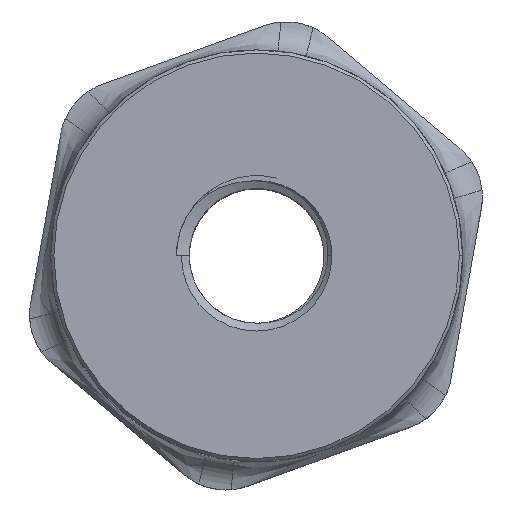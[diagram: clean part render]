
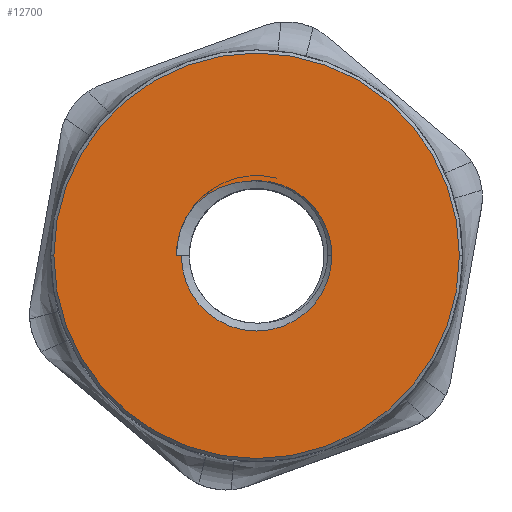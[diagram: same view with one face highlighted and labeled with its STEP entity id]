
A CAD part, top view. The second image highlights one B-rep face of the part: STEP entity #12700.
In plain terms, the highlighted planar face has unit normal (0, 0, 1).
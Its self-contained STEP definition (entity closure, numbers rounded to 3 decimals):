
#91 = VERTEX_POINT ( 'NONE', #2480 ) ;
#529 = CARTESIAN_POINT ( 'NONE',  ( -25.395, 29.086, 70. ) ) ;
#546 = CARTESIAN_POINT ( 'NONE',  ( -42.015, 32.384, 70. ) ) ;
#633 = CARTESIAN_POINT ( 'NONE',  ( -42.223, 32.152, 70. ) ) ;
#946 = CARTESIAN_POINT ( 'NONE',  ( -43.257, 29.636, 70. ) ) ;
#986 = CIRCLE ( 'NONE', #7124, 12.8 ) ;
#1018 = DIRECTION ( 'NONE',  ( 0., 0., 1. ) ) ;
#1196 = ORIENTED_EDGE ( 'NONE', *, *, #13034, .F. ) ;
#1221 = CARTESIAN_POINT ( 'NONE',  ( -38.195, 29.086, 70. ) ) ;
#1518 = VERTEX_POINT ( 'NONE', #8806 ) ;
#1770 = CARTESIAN_POINT ( 'NONE',  ( -38.195, 29.086, 70. ) ) ;
#1778 = AXIS2_PLACEMENT_3D ( 'NONE', #3314, #10456, #4350 ) ;
#1966 = EDGE_CURVE ( 'NONE', #4326, #4408, #986, .T. ) ;
#2244 = DIRECTION ( 'NONE',  ( 1., 0., 0. ) ) ;
#2246 = ORIENTED_EDGE ( 'NONE', *, *, #5189, .F. ) ;
#2271 = B_SPLINE_CURVE_WITH_KNOTS ( 'NONE', 3,
 ( #3995, #9031, #13205, #7051, #946, #8083 ),
 .UNSPECIFIED., .F., .F.,
 ( 4, 2, 4 ),
 ( 0., 0.002, 0.003 ),
 .UNSPECIFIED. ) ;
#2480 = CARTESIAN_POINT ( 'NONE',  ( -38.98, 33.771, 70. ) ) ;
#2685 = CARTESIAN_POINT ( 'NONE',  ( -50.995, 29.086, 70. ) ) ;
#2790 = DIRECTION ( 'NONE',  ( 1., 0., 0. ) ) ;
#3027 = CARTESIAN_POINT ( 'NONE',  ( -33.445, 29.086, 70. ) ) ;
#3283 = FACE_OUTER_BOUND ( 'NONE', #6678, .T. ) ;
#3314 = CARTESIAN_POINT ( 'NONE',  ( -38.195, 29.086, 70. ) ) ;
#3554 = CARTESIAN_POINT ( 'NONE',  ( -38.98, 33.771, 70. ) ) ;
#3625 = LINE ( 'NONE', #4293, #11467 ) ;
#3674 = ORIENTED_EDGE ( 'NONE', *, *, #6665, .T. ) ;
#3995 = CARTESIAN_POINT ( 'NONE',  ( -42.223, 32.152, 70. ) ) ;
#4293 = CARTESIAN_POINT ( 'NONE',  ( 0., 29.086, 70. ) ) ;
#4326 = VERTEX_POINT ( 'NONE', #529 ) ;
#4350 = DIRECTION ( 'NONE',  ( 1., 0., 0. ) ) ;
#4408 = VERTEX_POINT ( 'NONE', #2685 ) ;
#4620 = DIRECTION ( 'NONE',  ( 0., 0., 1. ) ) ;
#4635 = CARTESIAN_POINT ( 'NONE',  ( -40.189, 33.527, 70. ) ) ;
#4874 = VERTEX_POINT ( 'NONE', #3027 ) ;
#4884 = EDGE_CURVE ( 'NONE', #4408, #4326, #9573, .T. ) ;
#5096 = ORIENTED_EDGE ( 'NONE', *, *, #4884, .T. ) ;
#5189 = EDGE_CURVE ( 'NONE', #91, #10767, #11787, .T. ) ;
#5203 = EDGE_LOOP ( 'NONE', ( #10774, #3674, #12779, #1196, #2246 ) ) ;
#5310 = DIRECTION ( 'NONE',  ( -1., 0., 0. ) ) ;
#5348 = VERTEX_POINT ( 'NONE', #5670 ) ;
#5662 = CARTESIAN_POINT ( 'NONE',  ( -41.03, 33.14, 70. ) ) ;
#5670 = CARTESIAN_POINT ( 'NONE',  ( -42.945, 29.086, 70. ) ) ;
#6032 = CIRCLE ( 'NONE', #1778, 4.75 ) ;
#6665 = EDGE_CURVE ( 'NONE', #4874, #5348, #7953, .T. ) ;
#6668 = CARTESIAN_POINT ( 'NONE',  ( -41.788, 32.596, 70. ) ) ;
#6678 = EDGE_LOOP ( 'NONE', ( #5096, #8745 ) ) ;
#7051 = CARTESIAN_POINT ( 'NONE',  ( -43.167, 30.185, 70. ) ) ;
#7119 = CARTESIAN_POINT ( 'NONE',  ( -38.195, 29.086, 70. ) ) ;
#7124 = AXIS2_PLACEMENT_3D ( 'NONE', #1221, #8354, #2244 ) ;
#7691 = CARTESIAN_POINT ( 'NONE',  ( -42.223, 32.152, 70. ) ) ;
#7953 = CIRCLE ( 'NONE', #12719, 4.75 ) ;
#8083 = CARTESIAN_POINT ( 'NONE',  ( -43.257, 29.086, 70. ) ) ;
#8154 = DIRECTION ( 'NONE',  ( 1., 0., 0. ) ) ;
#8354 = DIRECTION ( 'NONE',  ( 0., 0., 1. ) ) ;
#8380 = FACE_BOUND ( 'NONE', #5203, .T. ) ;
#8672 = EDGE_CURVE ( 'NONE', #91, #4874, #6032, .T. ) ;
#8745 = ORIENTED_EDGE ( 'NONE', *, *, #1966, .T. ) ;
#8771 = AXIS2_PLACEMENT_3D ( 'NONE', #7119, #1018, #8154 ) ;
#8806 = CARTESIAN_POINT ( 'NONE',  ( -43.257, 29.086, 70. ) ) ;
#8909 = DIRECTION ( 'NONE',  ( 0., 0., -1. ) ) ;
#9031 = CARTESIAN_POINT ( 'NONE',  ( -42.556, 31.715, 70. ) ) ;
#9573 = CIRCLE ( 'NONE', #8771, 12.8 ) ;
#9711 = CARTESIAN_POINT ( 'NONE',  ( -39.288, 33.746, 70. ) ) ;
#9851 = EDGE_CURVE ( 'NONE', #5348, #1518, #3625, .T. ) ;
#10456 = DIRECTION ( 'NONE',  ( 0., 0., -1. ) ) ;
#10692 = CARTESIAN_POINT ( 'NONE',  ( 0., 0., 70. ) ) ;
#10738 = PLANE ( 'NONE',  #10891 ) ;
#10754 = CARTESIAN_POINT ( 'NONE',  ( -39.596, 33.692, 70. ) ) ;
#10767 = VERTEX_POINT ( 'NONE', #633 ) ;
#10774 = ORIENTED_EDGE ( 'NONE', *, *, #8672, .T. ) ;
#10891 = AXIS2_PLACEMENT_3D ( 'NONE', #10692, #4620, #11765 ) ;
#11467 = VECTOR ( 'NONE', #5310, 1000. ) ;
#11765 = DIRECTION ( 'NONE',  ( 1., 0., 0. ) ) ;
#11778 = CARTESIAN_POINT ( 'NONE',  ( -40.476, 33.417, 70. ) ) ;
#11787 = B_SPLINE_CURVE_WITH_KNOTS ( 'NONE', 3,
 ( #3554, #9711, #10754, #4635, #11778, #5662, #12819, #6668, #546, #7691 ),
 .UNSPECIFIED., .F., .F.,
 ( 4, 2, 2, 2, 4 ),
 ( 0.005, 0.006, 0.007, 0.008, 0.009 ),
 .UNSPECIFIED. ) ;
#12700 = ADVANCED_FACE ( 'NONE', ( #3283, #8380 ), #10738, .T. ) ;
#12719 = AXIS2_PLACEMENT_3D ( 'NONE', #1770, #8909, #2790 ) ;
#12779 = ORIENTED_EDGE ( 'NONE', *, *, #9851, .T. ) ;
#12819 = CARTESIAN_POINT ( 'NONE',  ( -41.295, 32.975, 70. ) ) ;
#13034 = EDGE_CURVE ( 'NONE', #10767, #1518, #2271, .T. ) ;
#13205 = CARTESIAN_POINT ( 'NONE',  ( -42.817, 31.223, 70. ) ) ;
